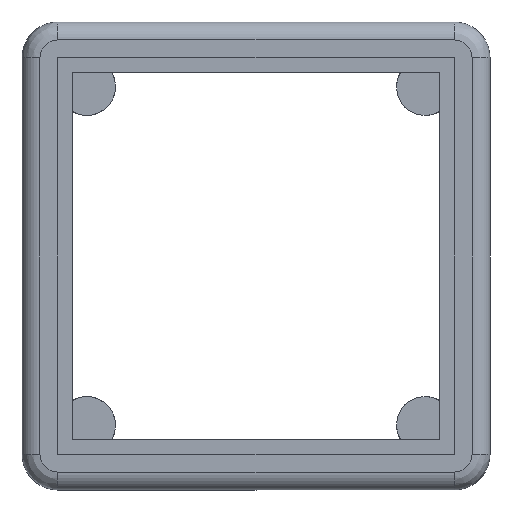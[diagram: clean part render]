
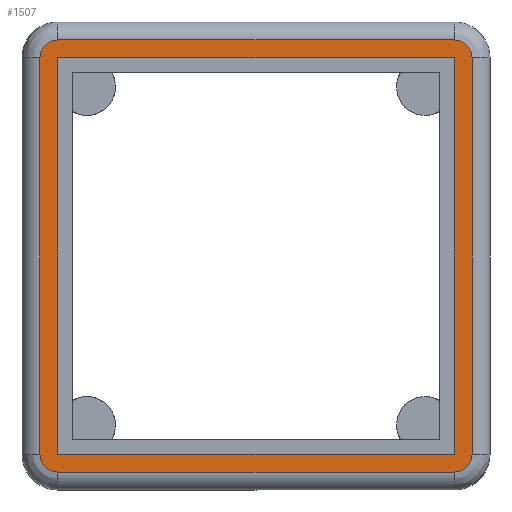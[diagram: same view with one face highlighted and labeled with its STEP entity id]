
A CAD part, front view. The second image highlights one B-rep face of the part: STEP entity #1507.
In plain terms, the highlighted planar face has unit normal (0, -1, 0).
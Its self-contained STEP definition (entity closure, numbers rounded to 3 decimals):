
#23=FACE_BOUND('',#192,.T.);
#29=PLANE('',#1631);
#100=FACE_OUTER_BOUND('',#191,.T.);
#191=EDGE_LOOP('',(#1074,#1075,#1076,#1077,#1078,#1079,#1080,#1081));
#192=EDGE_LOOP('',(#1082,#1083,#1084,#1085));
#297=CIRCLE('',#1626,31.75);
#299=CIRCLE('',#1632,31.75);
#300=CIRCLE('',#1633,31.75);
#301=CIRCLE('',#1634,31.75);
#369=LINE('',#2344,#531);
#370=LINE('',#2348,#532);
#371=LINE('',#2352,#533);
#372=LINE('',#2356,#534);
#373=LINE('',#2360,#535);
#374=LINE('',#2362,#536);
#375=LINE('',#2364,#537);
#376=LINE('',#2365,#538);
#531=VECTOR('',#1841,10.);
#532=VECTOR('',#1846,10.);
#533=VECTOR('',#1849,10.);
#534=VECTOR('',#1852,10.);
#535=VECTOR('',#1855,10.);
#536=VECTOR('',#1856,10.);
#537=VECTOR('',#1857,10.);
#538=VECTOR('',#1858,10.);
#704=VERTEX_POINT('',#2325);
#707=VERTEX_POINT('',#2330);
#710=VERTEX_POINT('',#2343);
#711=VERTEX_POINT('',#2347);
#712=VERTEX_POINT('',#2349);
#713=VERTEX_POINT('',#2351);
#714=VERTEX_POINT('',#2353);
#715=VERTEX_POINT('',#2355);
#716=VERTEX_POINT('',#2358);
#717=VERTEX_POINT('',#2359);
#718=VERTEX_POINT('',#2361);
#719=VERTEX_POINT('',#2363);
#833=EDGE_CURVE('',#707,#704,#297,.T.);
#839=EDGE_CURVE('',#710,#704,#369,.T.);
#841=EDGE_CURVE('',#707,#711,#370,.T.);
#842=EDGE_CURVE('',#712,#711,#299,.T.);
#843=EDGE_CURVE('',#712,#713,#371,.T.);
#844=EDGE_CURVE('',#714,#713,#300,.T.);
#845=EDGE_CURVE('',#714,#715,#372,.T.);
#846=EDGE_CURVE('',#710,#715,#301,.T.);
#847=EDGE_CURVE('',#716,#717,#373,.T.);
#848=EDGE_CURVE('',#717,#718,#374,.T.);
#849=EDGE_CURVE('',#718,#719,#375,.T.);
#850=EDGE_CURVE('',#719,#716,#376,.T.);
#1074=ORIENTED_EDGE('',*,*,#833,.F.);
#1075=ORIENTED_EDGE('',*,*,#841,.T.);
#1076=ORIENTED_EDGE('',*,*,#842,.F.);
#1077=ORIENTED_EDGE('',*,*,#843,.T.);
#1078=ORIENTED_EDGE('',*,*,#844,.F.);
#1079=ORIENTED_EDGE('',*,*,#845,.T.);
#1080=ORIENTED_EDGE('',*,*,#846,.F.);
#1081=ORIENTED_EDGE('',*,*,#839,.T.);
#1082=ORIENTED_EDGE('',*,*,#847,.T.);
#1083=ORIENTED_EDGE('',*,*,#848,.T.);
#1084=ORIENTED_EDGE('',*,*,#849,.T.);
#1085=ORIENTED_EDGE('',*,*,#850,.T.);
#1507=ADVANCED_FACE('',(#100,#23),#29,.T.);
#1626=AXIS2_PLACEMENT_3D('',#2332,#1828,#1829);
#1631=AXIS2_PLACEMENT_3D('',#2346,#1844,#1845);
#1632=AXIS2_PLACEMENT_3D('',#2350,#1847,#1848);
#1633=AXIS2_PLACEMENT_3D('',#2354,#1850,#1851);
#1634=AXIS2_PLACEMENT_3D('',#2357,#1853,#1854);
#1828=DIRECTION('center_axis',(0.,1.,0.));
#1829=DIRECTION('ref_axis',(-0.707,0.,-0.707));
#1841=DIRECTION('',(0.,0.,-1.));
#1844=DIRECTION('center_axis',(0.,-1.,0.));
#1845=DIRECTION('ref_axis',(-1.,0.,0.));
#1846=DIRECTION('',(1.,0.,0.));
#1847=DIRECTION('center_axis',(0.,1.,0.));
#1848=DIRECTION('ref_axis',(0.707,0.,-0.707));
#1849=DIRECTION('',(0.,0.,1.));
#1850=DIRECTION('center_axis',(0.,1.,0.));
#1851=DIRECTION('ref_axis',(0.707,0.,0.707));
#1852=DIRECTION('',(-1.,0.,0.));
#1853=DIRECTION('center_axis',(0.,1.,0.));
#1854=DIRECTION('ref_axis',(-0.707,0.,0.707));
#1855=DIRECTION('',(0.,0.,-1.));
#1856=DIRECTION('',(-1.,0.,0.));
#1857=DIRECTION('',(0.,0.,1.));
#1858=DIRECTION('',(1.,0.,0.));
#2325=CARTESIAN_POINT('',(-406.75,-25.25,0.));
#2330=CARTESIAN_POINT('',(-375.,-25.25,-31.75));
#2332=CARTESIAN_POINT('Origin',(-375.,-25.25,0.));
#2343=CARTESIAN_POINT('',(-406.75,-25.25,700.));
#2344=CARTESIAN_POINT('',(-406.75,-25.25,0.));
#2346=CARTESIAN_POINT('Origin',(356.75,-25.25,649.2));
#2347=CARTESIAN_POINT('',(325.,-25.25,-31.75));
#2348=CARTESIAN_POINT('',(325.,-25.25,-31.75));
#2349=CARTESIAN_POINT('',(356.75,-25.25,0.));
#2350=CARTESIAN_POINT('Origin',(325.,-25.25,0.));
#2351=CARTESIAN_POINT('',(356.75,-25.25,700.));
#2352=CARTESIAN_POINT('',(356.75,-25.25,700.));
#2353=CARTESIAN_POINT('',(325.,-25.25,731.75));
#2354=CARTESIAN_POINT('Origin',(325.,-25.25,700.));
#2355=CARTESIAN_POINT('',(-375.,-25.25,731.75));
#2356=CARTESIAN_POINT('',(-375.,-25.25,731.75));
#2357=CARTESIAN_POINT('Origin',(-375.,-25.25,700.));
#2358=CARTESIAN_POINT('',(325.,-25.25,700.));
#2359=CARTESIAN_POINT('',(325.,-25.25,0.));
#2360=CARTESIAN_POINT('',(325.,-25.25,700.));
#2361=CARTESIAN_POINT('',(-375.,-25.25,0.));
#2362=CARTESIAN_POINT('',(325.,-25.25,0.));
#2363=CARTESIAN_POINT('',(-375.,-25.25,700.));
#2364=CARTESIAN_POINT('',(-375.,-25.25,0.));
#2365=CARTESIAN_POINT('',(-375.,-25.25,700.));
